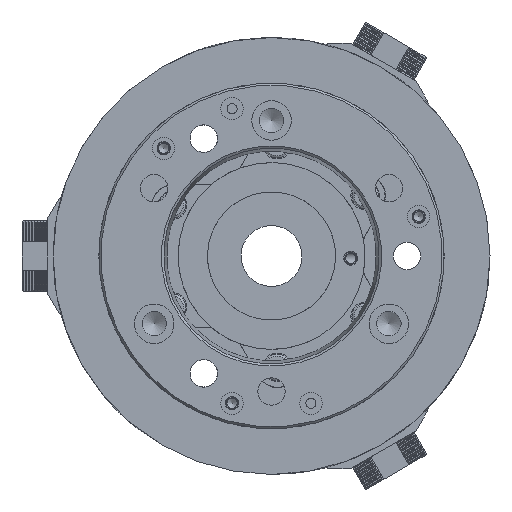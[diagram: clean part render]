
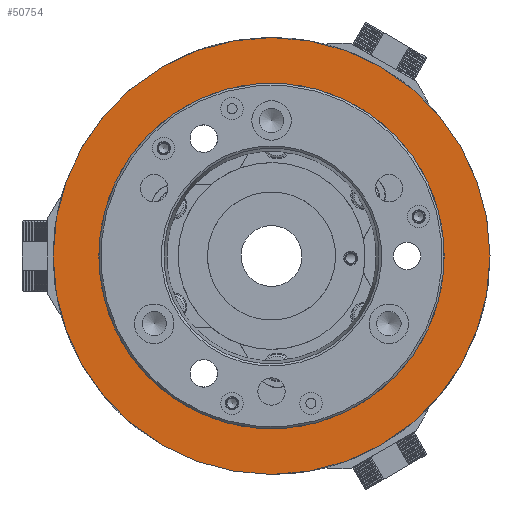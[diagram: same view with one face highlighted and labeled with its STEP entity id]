
A CAD part, left-side view. The second image highlights one B-rep face of the part: STEP entity #50754.
In plain terms, the highlighted planar face has unit normal (-1, 0, 0).
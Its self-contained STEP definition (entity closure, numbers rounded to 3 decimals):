
#13091=PLANE('',#54072);
#15985=ORIENTED_EDGE('',*,*,#30714,.T.);
#15986=ORIENTED_EDGE('',*,*,#30644,.F.);
#30644=EDGE_CURVE('',#42194,#42194,#38019,.T.);
#30714=EDGE_CURVE('',#42258,#42258,#38060,.T.);
#38019=CIRCLE('',#54028,107.5);
#38060=CIRCLE('',#54073,85.);
#38917=EDGE_LOOP('',(#15985));
#38918=EDGE_LOOP('',(#15986));
#42194=VERTEX_POINT('',#71767);
#42258=VERTEX_POINT('',#71905);
#47349=FACE_BOUND('',#38917,.T.);
#47350=FACE_BOUND('',#38918,.T.);
#50754=ADVANCED_FACE('',(#47349,#47350),#13091,.T.);
#54028=AXIS2_PLACEMENT_3D('',#71766,#57856,#57857);
#54072=AXIS2_PLACEMENT_3D('',#71903,#57973,#57974);
#54073=AXIS2_PLACEMENT_3D('',#71904,#57975,#57976);
#57856=DIRECTION('',(1.,0.,0.));
#57857=DIRECTION('',(0.,0.,-1.));
#57973=DIRECTION('',(-1.,0.,0.));
#57974=DIRECTION('',(0.,0.,1.));
#57975=DIRECTION('',(1.,0.,0.));
#57976=DIRECTION('',(0.,0.,-1.));
#71766=CARTESIAN_POINT('',(-100.,0.,0.));
#71767=CARTESIAN_POINT('',(-100.,0.,-107.5));
#71903=CARTESIAN_POINT('',(-100.,53.75,-93.098));
#71904=CARTESIAN_POINT('',(-100.,0.,0.));
#71905=CARTESIAN_POINT('',(-100.,0.,-85.));
